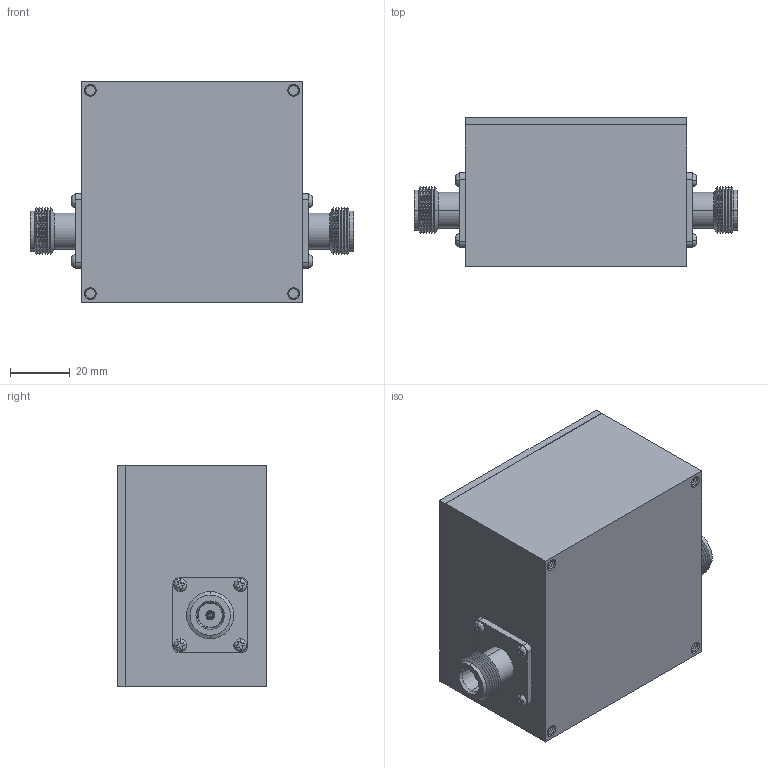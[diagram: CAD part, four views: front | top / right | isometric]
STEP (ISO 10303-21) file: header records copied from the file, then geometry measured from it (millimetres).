
FILE_DESCRIPTION (( 'STEP AP214' ), '1' );
FILE_NAME ('BPF900A.STEP', '2018-02-12T22:16:21', ( '' ), ( '' ), 'SwSTEP 2.0', 'SolidWorks 2017', '' );
FILE_SCHEMA (( 'AUTOMOTIVE_DESIGN' ));
Length unit declared in the file: inch
Products named in the file (3): BPF900A_N-FEMALE; BPF900A_Body; BPF900A
Assembly tree (3 placements, depth 2):
  BPF900A
    BPF900A_Body
    BPF900A_N-FEMALE  x2
Bounding box: 108.15 x 49.78 x 73.91 mm (x, y, z)
Volume: 274853.8 mm3; surface area: 33613.7 mm2
Topology: 3 solids, 3 shells, 766 faces, 1838 edges, 1138 vertices
Faces by surface type: plane 408, cone 288, cylinder 54, torus 16
Entity records: 17764 total; most frequent: CARTESIAN_POINT 3201, DIRECTION 3040, ORIENTED_EDGE 2940, EDGE_CURVE 1470, VECTOR 1036, LINE 1036, AXIS2_PLACEMENT_3D 1002, VERTEX_POINT 907
